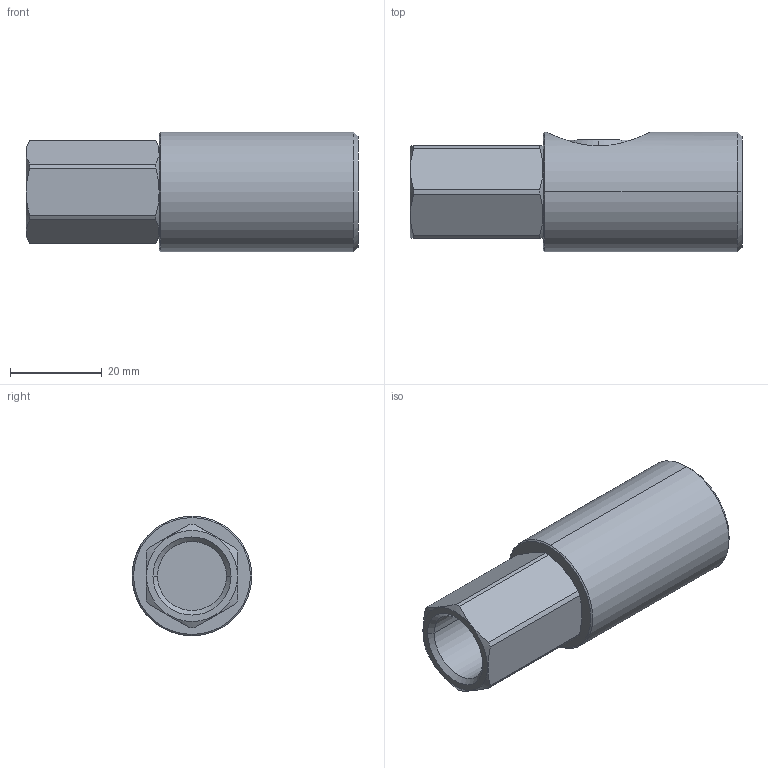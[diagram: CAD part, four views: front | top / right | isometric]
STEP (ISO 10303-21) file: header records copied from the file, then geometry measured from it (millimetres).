
FILE_DESCRIPTION (( 'STEP AP203' ), '1' );
FILE_NAME ('07460203.STEP', '2011-07-05T14:17:56', ( 'SP' ), ( 'sopra-pneumatic' ), 'SwSTEP 2.0', 'SolidWorks 2011', '' );
FILE_SCHEMA (( 'CONFIG_CONTROL_DESIGN' ));
Length unit declared in the file: millimetre
Products named in the file (1): 07460203
Bounding box: 72.2 x 26 x 26 mm (x, y, z)
Volume: 28703.8 mm3; surface area: 8269.6 mm2
Topology: 1 solids, 3 shells, 129 faces, 319 edges, 206 vertices
Faces by surface type: cone 43, cylinder 39, plane 37, sphere 10
Entity records: 4667 total; most frequent: CARTESIAN_POINT 1591, ORIENTED_EDGE 638, DIRECTION 612, EDGE_CURVE 319, AXIS2_PLACEMENT_3D 251, VERTEX_POINT 206, EDGE_LOOP 139, ADVANCED_FACE 129
